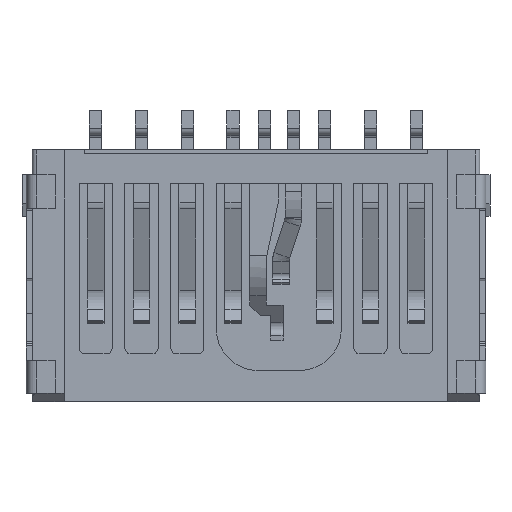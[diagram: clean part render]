
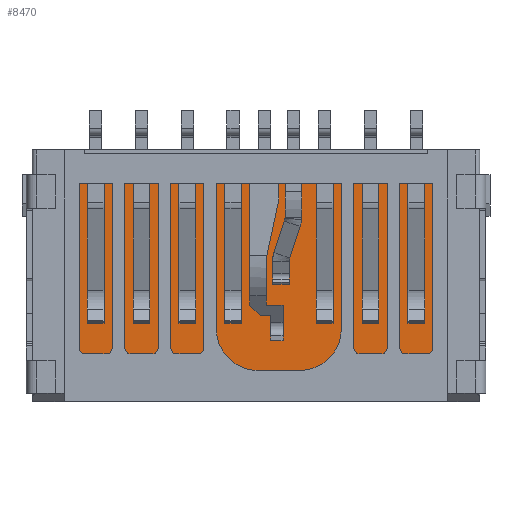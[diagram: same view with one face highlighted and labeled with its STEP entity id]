
A CAD part, front view. The second image highlights one B-rep face of the part: STEP entity #8470.
In plain terms, the highlighted planar face has unit normal (0, -1, 0).
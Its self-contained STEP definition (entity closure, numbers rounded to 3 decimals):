
#470=FACE_OUTER_BOUND('',#920,.T.);
#920=EDGE_LOOP('',(#5888,#5889,#5890,#5891,#5892,#5893,#5894,#5895));
#1356=LINE('',#11937,#2343);
#1363=LINE('',#11956,#2350);
#1526=LINE('',#12353,#2513);
#1645=LINE('',#12618,#2632);
#1646=LINE('',#12620,#2633);
#1647=LINE('',#12622,#2634);
#1648=LINE('',#12624,#2635);
#1649=LINE('',#12625,#2636);
#2343=VECTOR('',#9601,1.9);
#2350=VECTOR('',#9614,1.9);
#2513=VECTOR('',#9885,10.5);
#2632=VECTOR('',#10124,4.6);
#2633=VECTOR('',#10127,4.6);
#2634=VECTOR('',#10128,0.55);
#2635=VECTOR('',#10129,6.7);
#2636=VECTOR('',#10130,0.55);
#3333=VERTEX_POINT('',#11934);
#3334=VERTEX_POINT('',#11936);
#3342=VERTEX_POINT('',#11953);
#3343=VERTEX_POINT('',#11955);
#3522=VERTEX_POINT('',#12350);
#3523=VERTEX_POINT('',#12352);
#3610=VERTEX_POINT('',#12621);
#3611=VERTEX_POINT('',#12623);
#4151=EDGE_CURVE('',#3334,#3333,#1356,.T.);
#4160=EDGE_CURVE('',#3343,#3342,#1363,.T.);
#4361=EDGE_CURVE('',#3522,#3523,#1526,.T.);
#4501=EDGE_CURVE('',#3522,#3343,#1645,.T.);
#4502=EDGE_CURVE('',#3523,#3333,#1646,.T.);
#4503=EDGE_CURVE('',#3342,#3610,#1647,.T.);
#4504=EDGE_CURVE('',#3610,#3611,#1648,.T.);
#4505=EDGE_CURVE('',#3334,#3611,#1649,.T.);
#5888=ORIENTED_EDGE('',*,*,#4151,.T.);
#5889=ORIENTED_EDGE('',*,*,#4502,.F.);
#5890=ORIENTED_EDGE('',*,*,#4361,.F.);
#5891=ORIENTED_EDGE('',*,*,#4501,.T.);
#5892=ORIENTED_EDGE('',*,*,#4160,.T.);
#5893=ORIENTED_EDGE('',*,*,#4503,.T.);
#5894=ORIENTED_EDGE('',*,*,#4504,.T.);
#5895=ORIENTED_EDGE('',*,*,#4505,.F.);
#7805=PLANE('',#8985);
#8470=ADVANCED_FACE('',(#470),#7805,.T.);
#8985=AXIS2_PLACEMENT_3D('',#12619,#10125,#10126);
#9601=DIRECTION('',(1.,0.,0.));
#9614=DIRECTION('',(1.,0.,0.));
#9885=DIRECTION('',(1.,0.,0.));
#10124=DIRECTION('',(0.,0.,-1.));
#10125=DIRECTION('center_axis',(0.,-1.,0.));
#10126=DIRECTION('ref_axis',(1.,0.,0.));
#10127=DIRECTION('',(0.,0.,-1.));
#10128=DIRECTION('',(0.,0.,-1.));
#10129=DIRECTION('',(1.,0.,0.));
#10130=DIRECTION('',(0.,0.,-1.));
#11934=CARTESIAN_POINT('',(5.25,0.85,-1.88));
#11936=CARTESIAN_POINT('',(3.35,0.85,-1.88));
#11937=CARTESIAN_POINT('',(3.35,0.85,-1.88));
#11953=CARTESIAN_POINT('',(-3.35,0.85,-1.88));
#11955=CARTESIAN_POINT('',(-5.25,0.85,-1.88));
#11956=CARTESIAN_POINT('',(-5.25,0.85,-1.88));
#12350=CARTESIAN_POINT('',(-5.25,0.85,2.72));
#12352=CARTESIAN_POINT('',(5.25,0.85,2.72));
#12353=CARTESIAN_POINT('',(-5.25,0.85,2.72));
#12618=CARTESIAN_POINT('',(-5.25,0.85,2.72));
#12619=CARTESIAN_POINT('Origin',(-5.25,0.85,2.72));
#12620=CARTESIAN_POINT('',(5.25,0.85,2.72));
#12621=CARTESIAN_POINT('',(-3.35,0.85,-2.43));
#12622=CARTESIAN_POINT('',(-3.35,0.85,-1.88));
#12623=CARTESIAN_POINT('',(3.35,0.85,-2.43));
#12624=CARTESIAN_POINT('',(-3.35,0.85,-2.43));
#12625=CARTESIAN_POINT('',(3.35,0.85,-1.88));
